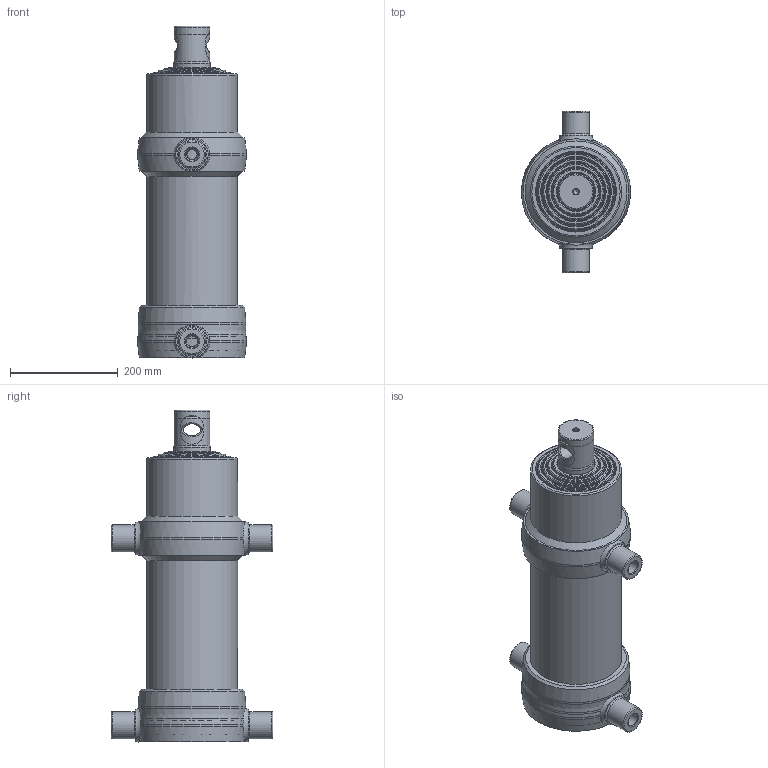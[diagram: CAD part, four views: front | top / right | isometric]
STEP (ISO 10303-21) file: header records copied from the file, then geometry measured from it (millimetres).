
FILE_DESCRIPTION( ( 'Unknown' ), '1' );
FILE_NAME( '4051F.stp', 'Unknown', ( 'Unknown' ), ( 'Unknown' ), 'PSStep 14.0', 'Unknown', ' ' );
FILE_SCHEMA( ( 'AUTOMOTIVE_DESIGN { 1 0 10303 214 1 1 1 1 }' ) );
Length unit declared in the file: millimetre
Products named in the file (12): Assem1; 4040; Saldatura d'angolo 1-oa0; 2605; 4040-oa1; 2539; 4039; 4038; 3091; 4012; 4010
Bounding box: 202.3 x 300 x 616.5 mm (x, y, z)
Volume: 25770653.8 mm3; surface area: 5300234 mm2
Topology: 24 solids, 24 shells, 600 faces, 1286 edges, 807 vertices
Faces by surface type: cylinder 185, plane 164, torus 138, cone 106, bspline 7
Full cylindrical faces by diameter (mm): 0 x3, 10 x4, 19 x3, 20 x2, 20.376 x3, 25 x3, 36 x2, 50 x6, 66 x2, 67 x2, 68 x6, 71 x2, 72.8 x2, 73 x4, 74.2 x2, 76 x2, 87 x2, 88 x6, 91 x2, 93 x4, 94.2 x2, 96 x2, 106 x2, 107 x6, 110 x2, 112 x4, 113 x2, 115 x2, 125 x2, 126 x6
Entity records: 9913 total; most frequent: CARTESIAN_POINT 2658, DIRECTION 1119, ORIENTED_EDGE 764, AXIS2_PLACEMENT_3D 528, EDGE_LOOP 481, FACE_OUTER_BOUND 383, EDGE_CURVE 382, VERTEX_POINT 325
